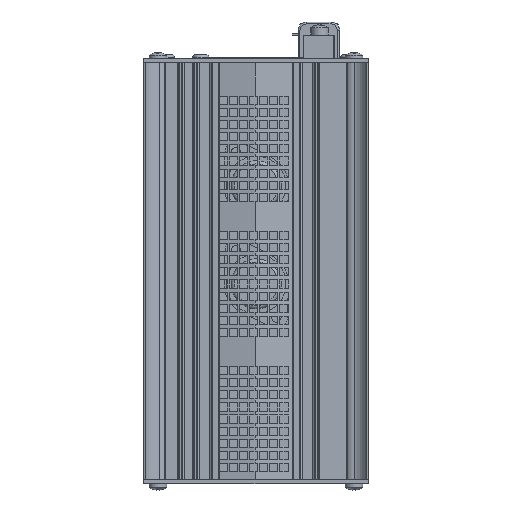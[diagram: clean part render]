
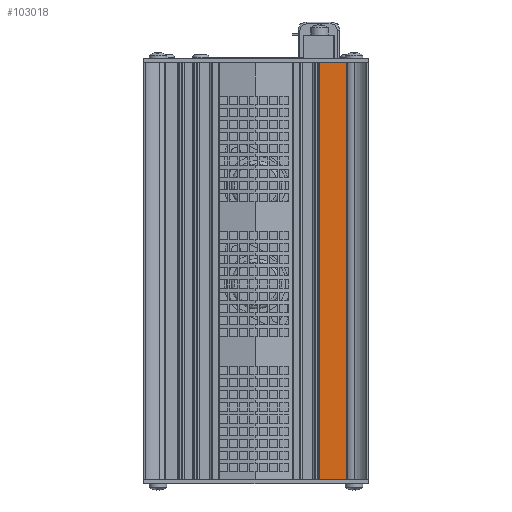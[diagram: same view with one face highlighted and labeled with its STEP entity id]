
A CAD part, left-side view. The second image highlights one B-rep face of the part: STEP entity #103018.
In plain terms, the highlighted planar face has unit normal (-1, 0, 0).
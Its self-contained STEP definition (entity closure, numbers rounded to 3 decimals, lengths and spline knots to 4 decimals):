
#2106=PLANE('',#108748);
#6374=LINE('',#139540,#18990);
#6375=LINE('',#139544,#18991);
#6376=LINE('',#139546,#18992);
#6377=LINE('',#139547,#18993);
#18990=VECTOR('',#114775,0.3937);
#18991=VECTOR('',#114780,0.3937);
#18992=VECTOR('',#114781,0.3937);
#18993=VECTOR('',#114782,0.3937);
#34552=FACE_OUTER_BOUND('',#39801,.T.);
#39801=EDGE_LOOP('',(#72881,#72882,#72883,#72884));
#47814=VERTEX_POINT('',#139537);
#47815=VERTEX_POINT('',#139539);
#47816=VERTEX_POINT('',#139543);
#47817=VERTEX_POINT('',#139545);
#57890=EDGE_CURVE('',#47815,#47814,#6374,.T.);
#57892=EDGE_CURVE('',#47814,#47816,#6375,.T.);
#57893=EDGE_CURVE('',#47817,#47816,#6376,.T.);
#57894=EDGE_CURVE('',#47815,#47817,#6377,.T.);
#72881=ORIENTED_EDGE('',*,*,#57892,.T.);
#72882=ORIENTED_EDGE('',*,*,#57893,.F.);
#72883=ORIENTED_EDGE('',*,*,#57894,.F.);
#72884=ORIENTED_EDGE('',*,*,#57890,.T.);
#103018=ADVANCED_FACE('',(#34552),#2106,.T.);
#108748=AXIS2_PLACEMENT_3D('',#139542,#114778,#114779);
#114775=DIRECTION('',(0.,0.,-1.));
#114778=DIRECTION('center_axis',(-1.,0.,0.));
#114779=DIRECTION('ref_axis',(0.,0.,1.));
#114780=DIRECTION('',(0.,-1.,0.));
#114781=DIRECTION('',(0.,0.,-1.));
#114782=DIRECTION('',(0.,-1.,0.));
#139537=CARTESIAN_POINT('',(-4.3011,3.2294,-6.375));
#139539=CARTESIAN_POINT('',(-4.3011,3.2294,0.));
#139540=CARTESIAN_POINT('',(-4.3011,3.2294,0.));
#139542=CARTESIAN_POINT('Origin',(-4.3011,2.8297,0.));
#139543=CARTESIAN_POINT('',(-4.3011,2.6997,-6.375));
#139544=CARTESIAN_POINT('',(-4.3011,2.8297,-6.375));
#139545=CARTESIAN_POINT('',(-4.3011,2.6997,0.));
#139546=CARTESIAN_POINT('',(-4.3011,2.6997,0.));
#139547=CARTESIAN_POINT('',(-4.3011,3.2294,0.));
